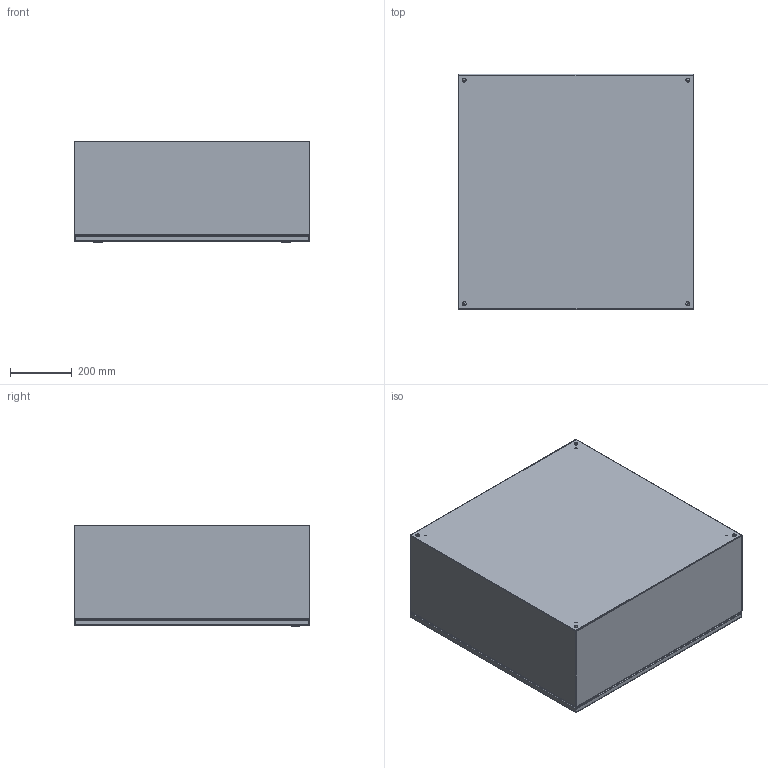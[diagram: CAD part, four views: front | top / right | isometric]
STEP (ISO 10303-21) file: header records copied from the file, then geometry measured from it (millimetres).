
FILE_DESCRIPTION (( 'STEP AP214' ), '1' );
FILE_NAME ('EN4SD303012LG.STEP', '2019-11-11T17:15:27', ( '' ), ( '' ), 'SwSTEP 2.0', 'SolidWorks 2019', '' );
FILE_SCHEMA (( 'AUTOMOTIVE_DESIGN' ));
Length unit declared in the file: inch
Products named in the file (1): EN4SD303012LG
Bounding box: 762 x 762 x 330.12 mm (x, y, z)
Volume: 4345879.4 mm3; surface area: 4794342.4 mm2
Topology: 33 solids, 34 shells, 838 faces, 1985 edges, 1238 vertices
Faces by surface type: plane 399, cylinder 283, bspline 94, torus 36, cone 22, sphere 4
Entity records: 37494 total; most frequent: CARTESIAN_POINT 7620, DIRECTION 3971, ORIENTED_EDGE 3922, EDGE_CURVE 1961, AXIS2_PLACEMENT_3D 1415, VERTEX_POINT 1238, LINE 1141, VECTOR 1141
